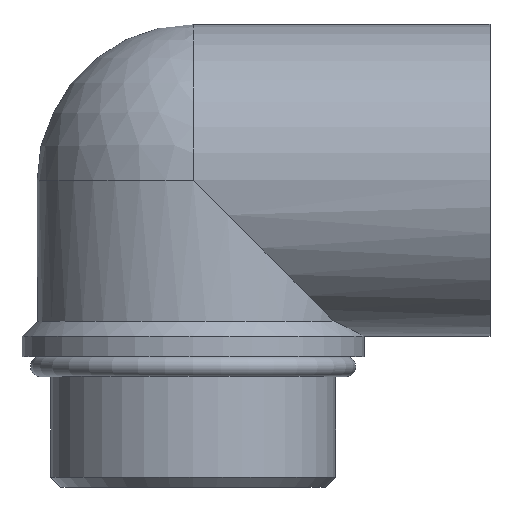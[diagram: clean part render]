
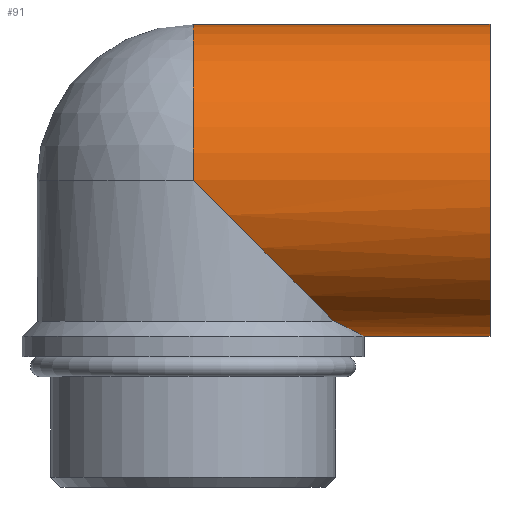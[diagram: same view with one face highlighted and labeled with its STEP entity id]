
A CAD part, top view. The second image highlights one B-rep face of the part: STEP entity #91.
In plain terms, the highlighted cylindrical face has radius 15.5 mm (diameter 31 mm), a full revolution.
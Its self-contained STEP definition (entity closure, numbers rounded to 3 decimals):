
#91 = ADVANCED_FACE( '', ( #138, #139 ), #140, .T. );
#138 = FACE_OUTER_BOUND( '', #186, .T. );
#139 = FACE_OUTER_BOUND( '', #187, .T. );
#140 = CYLINDRICAL_SURFACE( '', #188, 15.5 );
#186 = EDGE_LOOP( '', ( #276, #277, #278, #279, #280 ) );
#187 = EDGE_LOOP( '', ( #281 ) );
#188 = AXIS2_PLACEMENT_3D( '', #282, #283, #284 );
#276 = ORIENTED_EDGE( '', *, *, #307, .T. );
#277 = ORIENTED_EDGE( '', *, *, #285, .T. );
#278 = ORIENTED_EDGE( '', *, *, #287, .T. );
#279 = ORIENTED_EDGE( '', *, *, #306, .T. );
#280 = ORIENTED_EDGE( '', *, *, #291, .F. );
#281 = ORIENTED_EDGE( '', *, *, #290, .F. );
#282 = CARTESIAN_POINT( '', ( 29.5, 7.5, 0. ) );
#283 = DIRECTION( '', ( 1., 0., 0. ) );
#284 = DIRECTION( '', ( 0., 0., 1. ) );
#285 = EDGE_CURVE( '', #308, #309, #310, .T. );
#287 = EDGE_CURVE( '', #309, #311, #313, .T. );
#290 = EDGE_CURVE( '', #317, #317, #318, .T. );
#291 = EDGE_CURVE( '', #319, #320, #321, .F. );
#306 = EDGE_CURVE( '', #311, #320, #346, .T. );
#307 = EDGE_CURVE( '', #319, #308, #347, .T. );
#308 = VERTEX_POINT( '', #348 );
#309 = VERTEX_POINT( '', #349 );
#310 = B_SPLINE_CURVE_WITH_KNOTS( '', 3, ( #350, #351, #352, #353, #354, #355, #356, #357, #358, #359, #360, #361, #362, #363 ), .UNSPECIFIED., .F., .F., ( 4, 2, 2, 2, 2, 2, 4 ), ( 0., 0.002, 0.003, 0.004, 0.006, 0.007, 0.008 ), .UNSPECIFIED. );
#311 = VERTEX_POINT( '', #364 );
#313 = B_SPLINE_CURVE_WITH_KNOTS( '', 3, ( #366, #367, #368, #369, #370, #371, #372, #373, #374, #375, #376, #377, #378, #379 ), .UNSPECIFIED., .F., .F., ( 4, 2, 2, 2, 2, 2, 4 ), ( 0.008, 0.009, 0.01, 0.011, 0.012, 0.014, 0.016 ), .UNSPECIFIED. );
#317 = VERTEX_POINT( '', #383 );
#318 = CIRCLE( '', #384, 15.5 );
#319 = VERTEX_POINT( '', #385 );
#320 = VERTEX_POINT( '', #386 );
#321 = CIRCLE( '', #387, 15.5 );
#346 = ELLIPSE( '', #412, 21.92, 15.5 );
#347 = ELLIPSE( '', #413, 21.92, 15.5 );
#348 = CARTESIAN_POINT( '', ( 14., -6.5, 6.652 ) );
#349 = CARTESIAN_POINT( '', ( 17., -8., 0. ) );
#350 = CARTESIAN_POINT( '', ( 14., -6.5, 6.652 ) );
#351 = CARTESIAN_POINT( '', ( 14.43, -6.704, 6.223 ) );
#352 = CARTESIAN_POINT( '', ( 14.828, -6.898, 5.764 ) );
#353 = CARTESIAN_POINT( '', ( 15.368, -7.166, 5.024 ) );
#354 = CARTESIAN_POINT( '', ( 15.539, -7.251, 4.768 ) );
#355 = CARTESIAN_POINT( '', ( 15.859, -7.413, 4.236 ) );
#356 = CARTESIAN_POINT( '', ( 16.009, -7.489, 3.959 ) );
#357 = CARTESIAN_POINT( '', ( 16.415, -7.696, 3.111 ) );
#358 = CARTESIAN_POINT( '', ( 16.629, -7.807, 2.52 ) );
#359 = CARTESIAN_POINT( '', ( 16.85, -7.922, 1.587 ) );
#360 = CARTESIAN_POINT( '', ( 16.907, -7.951, 1.269 ) );
#361 = CARTESIAN_POINT( '', ( 16.981, -7.99, 0.636 ) );
#362 = CARTESIAN_POINT( '', ( 17., -8., 0.318 ) );
#363 = CARTESIAN_POINT( '', ( 17., -8., 0. ) );
#364 = CARTESIAN_POINT( '', ( 14., -6.5, -6.652 ) );
#366 = CARTESIAN_POINT( '', ( 17., -8., 0. ) );
#367 = CARTESIAN_POINT( '', ( 17., -8., -0.318 ) );
#368 = CARTESIAN_POINT( '', ( 16.981, -7.99, -0.636 ) );
#369 = CARTESIAN_POINT( '', ( 16.906, -7.951, -1.274 ) );
#370 = CARTESIAN_POINT( '', ( 16.849, -7.921, -1.591 ) );
#371 = CARTESIAN_POINT( '', ( 16.703, -7.845, -2.208 ) );
#372 = CARTESIAN_POINT( '', ( 16.613, -7.798, -2.51 ) );
#373 = CARTESIAN_POINT( '', ( 16.401, -7.689, -3.104 ) );
#374 = CARTESIAN_POINT( '', ( 16.278, -7.626, -3.396 ) );
#375 = CARTESIAN_POINT( '', ( 15.873, -7.419, -4.245 ) );
#376 = CARTESIAN_POINT( '', ( 15.553, -7.257, -4.77 ) );
#377 = CARTESIAN_POINT( '', ( 14.833, -6.901, -5.758 ) );
#378 = CARTESIAN_POINT( '', ( 14.431, -6.705, -6.222 ) );
#379 = CARTESIAN_POINT( '', ( 14., -6.5, -6.652 ) );
#383 = CARTESIAN_POINT( '', ( 29.5, 7.5, -15.5 ) );
#384 = AXIS2_PLACEMENT_3D( '', #423, #424, #425 );
#385 = CARTESIAN_POINT( '', ( 0., 7.5, 15.5 ) );
#386 = CARTESIAN_POINT( '', ( 0., 7.5, -15.5 ) );
#387 = AXIS2_PLACEMENT_3D( '', #426, #427, #428 );
#412 = AXIS2_PLACEMENT_3D( '', #468, #469, #470 );
#413 = AXIS2_PLACEMENT_3D( '', #471, #472, #473 );
#423 = CARTESIAN_POINT( '', ( 29.5, 7.5, 0. ) );
#424 = DIRECTION( '', ( 1., 0., 0. ) );
#425 = DIRECTION( '', ( 0., 0., -1. ) );
#426 = CARTESIAN_POINT( '', ( 0., 7.5, 0. ) );
#427 = DIRECTION( '', ( 1., 0., 0. ) );
#428 = DIRECTION( '', ( 0., 0., -1. ) );
#468 = CARTESIAN_POINT( '', ( 0., 7.5, 0. ) );
#469 = DIRECTION( '', ( 0.707, 0.707, 0. ) );
#470 = DIRECTION( '', ( -0.707, 0.707, 0. ) );
#471 = CARTESIAN_POINT( '', ( 0., 7.5, 0. ) );
#472 = DIRECTION( '', ( 0.707, 0.707, 0. ) );
#473 = DIRECTION( '', ( -0.707, 0.707, 0. ) );
